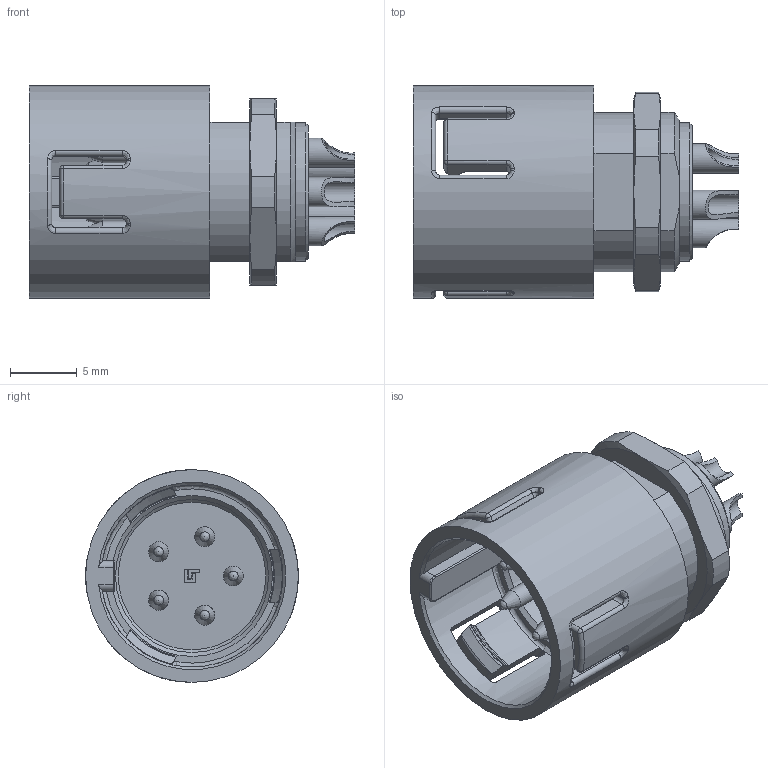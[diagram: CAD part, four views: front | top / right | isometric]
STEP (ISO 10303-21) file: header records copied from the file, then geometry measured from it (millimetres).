
FILE_DESCRIPTION(/* description */ (''),/* implementation_level */ '2;1');
FILE_NAME(/* name */ '99_9115_00_05_001_00.stp',/* time_stamp */ '2012-06-26T16:34:57+02:00',/* author */ (''),/* organization */ (''),/* preprocessor_version */ 'ST-DEVELOPER v11',/* originating_system */ 'SIEMENS UGS NX 6.0',/* authorisation */ '');
FILE_SCHEMA (('CONFIG_CONTROL_DESIGN'));
Length unit declared in the file: millimetre
Products named in the file (1): kborAAD67pr5
Bounding box: 24.5 x 16 x 16 mm (x, y, z)
Volume: 2245.8 mm3; surface area: 2254.4 mm2
Topology: 1 solids, 1 shells, 251 faces, 639 edges, 396 vertices
Faces by surface type: cylinder 83, plane 78, cone 34, torus 27, bspline 23, sphere 6
Full cylindrical faces by diameter (mm): 1.5 x5, 1.55 x5, 2.2 x5, 10.4 x1, 11.5 x1, 16 x1
Entity records: 8329 total; most frequent: CARTESIAN_POINT 2772, ORIENTED_EDGE 1130, DIRECTION 1096, EDGE_CURVE 565, AXIS2_PLACEMENT_3D 447, VERTEX_POINT 367, EDGE_LOOP 303, ADVANCED_FACE 251
